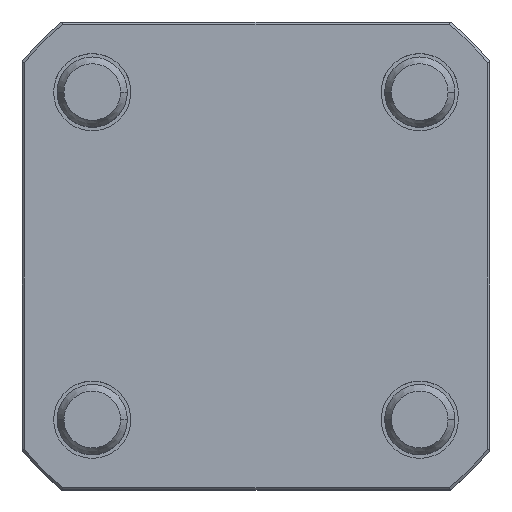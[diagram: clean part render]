
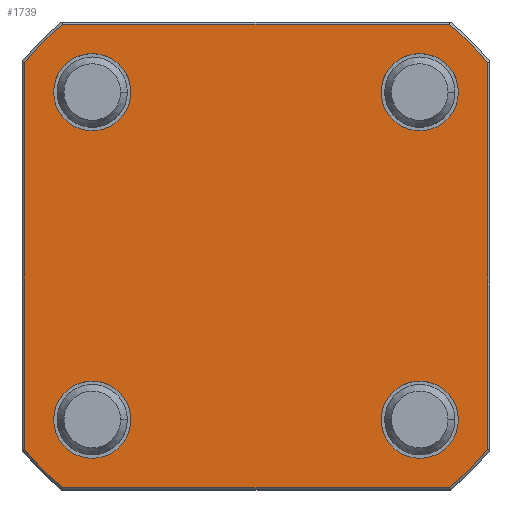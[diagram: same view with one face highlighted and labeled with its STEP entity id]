
A CAD part, top view. The second image highlights one B-rep face of the part: STEP entity #1739.
In plain terms, the highlighted planar face has unit normal (0, 0, 1).
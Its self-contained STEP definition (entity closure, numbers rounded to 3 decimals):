
#29 = AXIS2_PLACEMENT_3D ( 'NONE', #2903, #2858, #2845 ) ;
#74 = EDGE_CURVE ( 'NONE', #2170, #1293, #1657, .T. ) ;
#159 = CARTESIAN_POINT ( 'NONE',  ( 10.7, -14., 0. ) ) ;
#173 = CARTESIAN_POINT ( 'NONE',  ( 19.8, 16.541, 0. ) ) ;
#199 = AXIS2_PLACEMENT_3D ( 'NONE', #4272, #4800, #1960 ) ;
#220 = CARTESIAN_POINT ( 'NONE',  ( -19.8, -16.541, 0. ) ) ;
#290 = EDGE_CURVE ( 'NONE', #1063, #2170, #4635, .T. ) ;
#349 = CIRCLE ( 'NONE', #841, 3.3 ) ;
#355 = VERTEX_POINT ( 'NONE', #3847 ) ;
#367 = VECTOR ( 'NONE', #4301, 1000. ) ;
#405 = ORIENTED_EDGE ( 'NONE', *, *, #2441, .F. ) ;
#409 = EDGE_CURVE ( 'NONE', #2193, #3341, #2244, .T. ) ;
#487 = AXIS2_PLACEMENT_3D ( 'NONE', #3309, #3276, #3257 ) ;
#513 = AXIS2_PLACEMENT_3D ( 'NONE', #1263, #1238, #1213 ) ;
#544 = EDGE_CURVE ( 'NONE', #2330, #3636, #4791, .T. ) ;
#627 = DIRECTION ( 'NONE',  ( 1., 0., 0. ) ) ;
#644 = DIRECTION ( 'NONE',  ( 0., 0., 1. ) ) ;
#677 = EDGE_CURVE ( 'NONE', #2563, #1878, #349, .T. ) ;
#700 = PLANE ( 'NONE',  #2136 ) ;
#808 = CARTESIAN_POINT ( 'NONE',  ( 16.541, -19.8, 0. ) ) ;
#820 = LINE ( 'NONE', #5015, #4579 ) ;
#830 = CARTESIAN_POINT ( 'NONE',  ( 0., 0., 0. ) ) ;
#832 = FACE_BOUND ( 'NONE', #3828, .T. ) ;
#841 = AXIS2_PLACEMENT_3D ( 'NONE', #1968, #2196, #2800 ) ;
#843 = DIRECTION ( 'NONE',  ( 1., 0., 0. ) ) ;
#872 = DIRECTION ( 'NONE',  ( 0., 0., 1. ) ) ;
#874 = CIRCLE ( 'NONE', #2357, 25.8 ) ;
#882 = CIRCLE ( 'NONE', #487, 25.8 ) ;
#905 = VECTOR ( 'NONE', #2661, 1000. ) ;
#911 = EDGE_CURVE ( 'NONE', #3341, #2330, #1783, .T. ) ;
#944 = CARTESIAN_POINT ( 'NONE',  ( 0., 0., 0. ) ) ;
#980 = CARTESIAN_POINT ( 'NONE',  ( 10.7, 14., 0. ) ) ;
#1033 = CIRCLE ( 'NONE', #4013, 3.3 ) ;
#1054 = CARTESIAN_POINT ( 'NONE',  ( 19.8, -16.541, 0. ) ) ;
#1063 = VERTEX_POINT ( 'NONE', #1183 ) ;
#1183 = CARTESIAN_POINT ( 'NONE',  ( -16.541, -19.8, 0. ) ) ;
#1193 = CARTESIAN_POINT ( 'NONE',  ( 16.541, 19.8, 0. ) ) ;
#1213 = DIRECTION ( 'NONE',  ( -1., 0., 0. ) ) ;
#1238 = DIRECTION ( 'NONE',  ( 0., 0., 1. ) ) ;
#1263 = CARTESIAN_POINT ( 'NONE',  ( 14., -14., 0. ) ) ;
#1293 = VERTEX_POINT ( 'NONE', #1054 ) ;
#1381 = DIRECTION ( 'NONE',  ( 1., 0., 0. ) ) ;
#1421 = CARTESIAN_POINT ( 'NONE',  ( -17.3, -14., 0. ) ) ;
#1525 = CARTESIAN_POINT ( 'NONE',  ( -16.541, 19.8, 0. ) ) ;
#1657 = CIRCLE ( 'NONE', #4071, 25.8 ) ;
#1675 = VERTEX_POINT ( 'NONE', #1781 ) ;
#1739 = ADVANCED_FACE ( 'NONE', ( #2174, #4070, #1918, #832, #4938 ), #700, .T. ) ;
#1746 = DIRECTION ( 'NONE',  ( 0., 0., 1. ) ) ;
#1765 = CIRCLE ( 'NONE', #3343, 3.3 ) ;
#1781 = CARTESIAN_POINT ( 'NONE',  ( 17.3, 14., 0. ) ) ;
#1783 = CIRCLE ( 'NONE', #4094, 25.8 ) ;
#1791 = CARTESIAN_POINT ( 'NONE',  ( 14., 14., 0. ) ) ;
#1878 = VERTEX_POINT ( 'NONE', #2594 ) ;
#1918 = FACE_BOUND ( 'NONE', #4948, .T. ) ;
#1960 = DIRECTION ( 'NONE',  ( -1., 0., 0. ) ) ;
#1968 = CARTESIAN_POINT ( 'NONE',  ( -14., -14., 0. ) ) ;
#2064 = VERTEX_POINT ( 'NONE', #4768 ) ;
#2136 = AXIS2_PLACEMENT_3D ( 'NONE', #830, #644, #627 ) ;
#2170 = VERTEX_POINT ( 'NONE', #808 ) ;
#2174 = FACE_OUTER_BOUND ( 'NONE', #3527, .T. ) ;
#2183 = ORIENTED_EDGE ( 'NONE', *, *, #290, .T. ) ;
#2193 = VERTEX_POINT ( 'NONE', #1193 ) ;
#2196 = DIRECTION ( 'NONE',  ( 0., 0., 1. ) ) ;
#2231 = VERTEX_POINT ( 'NONE', #3488 ) ;
#2244 = LINE ( 'NONE', #4336, #905 ) ;
#2310 = ORIENTED_EDGE ( 'NONE', *, *, #74, .T. ) ;
#2330 = VERTEX_POINT ( 'NONE', #4932 ) ;
#2346 = CIRCLE ( 'NONE', #199, 3.3 ) ;
#2357 = AXIS2_PLACEMENT_3D ( 'NONE', #4558, #4593, #4613 ) ;
#2411 = EDGE_CURVE ( 'NONE', #2663, #2193, #882, .T. ) ;
#2441 = EDGE_CURVE ( 'NONE', #2627, #1675, #3870, .T. ) ;
#2504 = ORIENTED_EDGE ( 'NONE', *, *, #3839, .T. ) ;
#2563 = VERTEX_POINT ( 'NONE', #1421 ) ;
#2567 = ORIENTED_EDGE ( 'NONE', *, *, #2411, .T. ) ;
#2579 = EDGE_CURVE ( 'NONE', #4479, #2064, #5037, .T. ) ;
#2594 = CARTESIAN_POINT ( 'NONE',  ( -10.7, -14., 0. ) ) ;
#2627 = VERTEX_POINT ( 'NONE', #980 ) ;
#2661 = DIRECTION ( 'NONE',  ( -1., 0., 0. ) ) ;
#2663 = VERTEX_POINT ( 'NONE', #173 ) ;
#2700 = DIRECTION ( 'NONE',  ( 1., 0., 0. ) ) ;
#2753 = DIRECTION ( 'NONE',  ( 0., 0., 1. ) ) ;
#2760 = ORIENTED_EDGE ( 'NONE', *, *, #409, .T. ) ;
#2775 = CARTESIAN_POINT ( 'NONE',  ( -14., -14., 0. ) ) ;
#2800 = DIRECTION ( 'NONE',  ( 1., 0., 0. ) ) ;
#2845 = DIRECTION ( 'NONE',  ( 1., 0., 0. ) ) ;
#2858 = DIRECTION ( 'NONE',  ( 0., 0., 1. ) ) ;
#2892 = ORIENTED_EDGE ( 'NONE', *, *, #911, .T. ) ;
#2903 = CARTESIAN_POINT ( 'NONE',  ( 14., 14., 0. ) ) ;
#2943 = EDGE_CURVE ( 'NONE', #2064, #4479, #1033, .T. ) ;
#2963 = ORIENTED_EDGE ( 'NONE', *, *, #544, .T. ) ;
#3054 = DIRECTION ( 'NONE',  ( 1., 0., 0. ) ) ;
#3080 = ORIENTED_EDGE ( 'NONE', *, *, #5005, .T. ) ;
#3094 = DIRECTION ( 'NONE',  ( 0., 0., 1. ) ) ;
#3111 = EDGE_LOOP ( 'NONE', ( #3830, #405 ) ) ;
#3152 = ORIENTED_EDGE ( 'NONE', *, *, #3444, .F. ) ;
#3257 = DIRECTION ( 'NONE',  ( 1., 0., 0. ) ) ;
#3276 = DIRECTION ( 'NONE',  ( 0., 0., 1. ) ) ;
#3309 = CARTESIAN_POINT ( 'NONE',  ( 0., 0., 0. ) ) ;
#3341 = VERTEX_POINT ( 'NONE', #1525 ) ;
#3343 = AXIS2_PLACEMENT_3D ( 'NONE', #1791, #1746, #1381 ) ;
#3352 = DIRECTION ( 'NONE',  ( -1., 0., 0. ) ) ;
#3444 = EDGE_CURVE ( 'NONE', #355, #2231, #4870, .T. ) ;
#3488 = CARTESIAN_POINT ( 'NONE',  ( -17.3, 14., 0. ) ) ;
#3527 = EDGE_LOOP ( 'NONE', ( #2183, #2310, #2504, #2567, #2760, #2892, #2963, #3080 ) ) ;
#3635 = EDGE_LOOP ( 'NONE', ( #3152, #3823 ) ) ;
#3636 = VERTEX_POINT ( 'NONE', #220 ) ;
#3653 = DIRECTION ( 'NONE',  ( 0., 0., 1. ) ) ;
#3684 = CARTESIAN_POINT ( 'NONE',  ( -14., 14., 0. ) ) ;
#3735 = EDGE_CURVE ( 'NONE', #1675, #2627, #1765, .T. ) ;
#3823 = ORIENTED_EDGE ( 'NONE', *, *, #4504, .F. ) ;
#3828 = EDGE_LOOP ( 'NONE', ( #4247, #4765 ) ) ;
#3830 = ORIENTED_EDGE ( 'NONE', *, *, #3735, .F. ) ;
#3839 = EDGE_CURVE ( 'NONE', #1293, #2663, #820, .T. ) ;
#3847 = CARTESIAN_POINT ( 'NONE',  ( -10.7, 14., 0. ) ) ;
#3870 = CIRCLE ( 'NONE', #29, 3.3 ) ;
#3893 = ORIENTED_EDGE ( 'NONE', *, *, #4284, .F. ) ;
#3959 = ORIENTED_EDGE ( 'NONE', *, *, #677, .F. ) ;
#4013 = AXIS2_PLACEMENT_3D ( 'NONE', #4972, #4942, #4920 ) ;
#4070 = FACE_BOUND ( 'NONE', #3635, .T. ) ;
#4071 = AXIS2_PLACEMENT_3D ( 'NONE', #944, #872, #843 ) ;
#4084 = AXIS2_PLACEMENT_3D ( 'NONE', #2775, #2753, #2700 ) ;
#4094 = AXIS2_PLACEMENT_3D ( 'NONE', #4327, #3094, #3054 ) ;
#4247 = ORIENTED_EDGE ( 'NONE', *, *, #2943, .F. ) ;
#4272 = CARTESIAN_POINT ( 'NONE',  ( -14., 14., 0. ) ) ;
#4284 = EDGE_CURVE ( 'NONE', #1878, #2563, #4519, .T. ) ;
#4301 = DIRECTION ( 'NONE',  ( 1., 0., 0. ) ) ;
#4327 = CARTESIAN_POINT ( 'NONE',  ( 0., 0., 0. ) ) ;
#4336 = CARTESIAN_POINT ( 'NONE',  ( 0., 19.8, 0. ) ) ;
#4479 = VERTEX_POINT ( 'NONE', #159 ) ;
#4504 = EDGE_CURVE ( 'NONE', #2231, #355, #2346, .T. ) ;
#4508 = AXIS2_PLACEMENT_3D ( 'NONE', #3684, #3653, #3352 ) ;
#4519 = CIRCLE ( 'NONE', #4084, 3.3 ) ;
#4558 = CARTESIAN_POINT ( 'NONE',  ( 0., 0., 0. ) ) ;
#4579 = VECTOR ( 'NONE', #4976, 1000. ) ;
#4593 = DIRECTION ( 'NONE',  ( 0., 0., 1. ) ) ;
#4611 = DIRECTION ( 'NONE',  ( 0., -1., 0. ) ) ;
#4613 = DIRECTION ( 'NONE',  ( 1., 0., 0. ) ) ;
#4621 = CARTESIAN_POINT ( 'NONE',  ( -19.8, 0., 0. ) ) ;
#4635 = LINE ( 'NONE', #5058, #367 ) ;
#4765 = ORIENTED_EDGE ( 'NONE', *, *, #2579, .F. ) ;
#4768 = CARTESIAN_POINT ( 'NONE',  ( 17.3, -14., 0. ) ) ;
#4791 = LINE ( 'NONE', #4621, #5054 ) ;
#4800 = DIRECTION ( 'NONE',  ( 0., 0., 1. ) ) ;
#4870 = CIRCLE ( 'NONE', #4508, 3.3 ) ;
#4920 = DIRECTION ( 'NONE',  ( -1., 0., 0. ) ) ;
#4932 = CARTESIAN_POINT ( 'NONE',  ( -19.8, 16.541, 0. ) ) ;
#4938 = FACE_BOUND ( 'NONE', #3111, .T. ) ;
#4942 = DIRECTION ( 'NONE',  ( 0., 0., 1. ) ) ;
#4948 = EDGE_LOOP ( 'NONE', ( #3893, #3959 ) ) ;
#4972 = CARTESIAN_POINT ( 'NONE',  ( 14., -14., 0. ) ) ;
#4976 = DIRECTION ( 'NONE',  ( 0., 1., 0. ) ) ;
#5005 = EDGE_CURVE ( 'NONE', #3636, #1063, #874, .T. ) ;
#5015 = CARTESIAN_POINT ( 'NONE',  ( 19.8, 0., 0. ) ) ;
#5037 = CIRCLE ( 'NONE', #513, 3.3 ) ;
#5054 = VECTOR ( 'NONE', #4611, 1000. ) ;
#5058 = CARTESIAN_POINT ( 'NONE',  ( 0., -19.8, 0. ) ) ;
